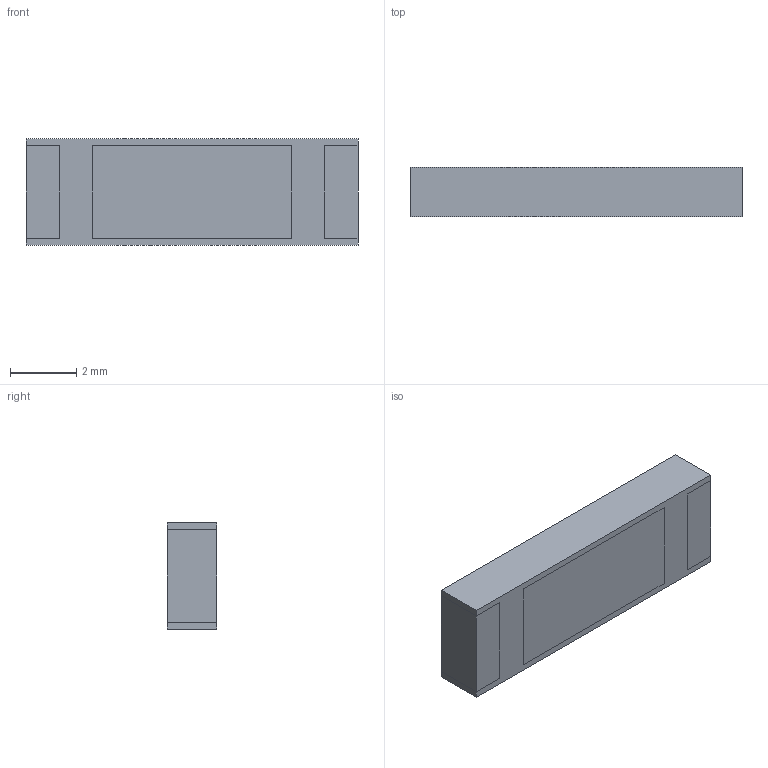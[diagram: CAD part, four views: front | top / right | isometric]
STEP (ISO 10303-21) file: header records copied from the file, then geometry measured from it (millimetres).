
FILE_DESCRIPTION (( 'STEP AP214' ), '1' );
FILE_NAME ('GGBLA.125.A.STEP', '2022-10-13T11:15:58', ( '' ), ( '' ), 'SwSTEP 2.0', 'SolidWorks 2018', '' );
FILE_SCHEMA (( 'AUTOMOTIVE_DESIGN' ));
Length unit declared in the file: millimetre
Products named in the file (1): GGBLA.125.A
Bounding box: 10 x 1.5 x 3.2 mm (x, y, z)
Volume: 48 mm3; surface area: 103.6 mm2
Topology: 1 solids, 1 shells, 15 faces, 40 edges, 28 vertices
Faces by surface type: plane 15
Entity records: 577 total; most frequent: CARTESIAN_POINT 84, ORIENTED_EDGE 80, DIRECTION 72, EDGE_CURVE 40, LINE 40, VECTOR 40, VERTEX_POINT 28, AXIS2_PLACEMENT_3D 16
